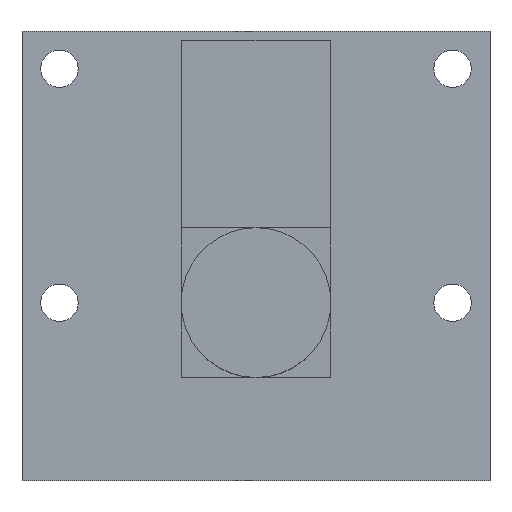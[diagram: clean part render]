
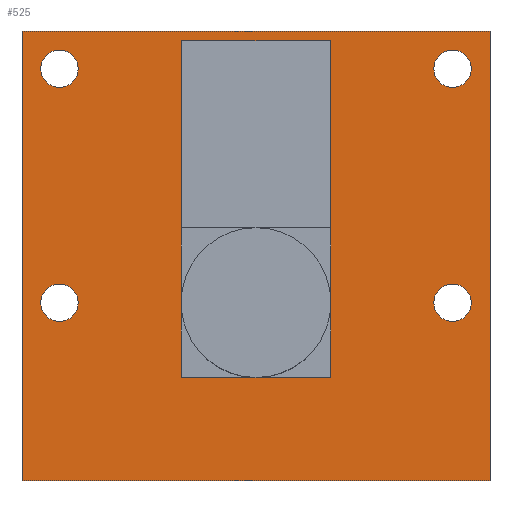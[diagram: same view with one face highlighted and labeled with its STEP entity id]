
A CAD part, top view. The second image highlights one B-rep face of the part: STEP entity #525.
In plain terms, the highlighted planar face has unit normal (0, 0, 1).
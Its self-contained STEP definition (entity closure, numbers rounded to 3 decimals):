
#2=DIRECTION('',(0.,-1.,0.));
#3=VECTOR('',#2,24.);
#4=CARTESIAN_POINT('',(-12.5,12.,0.));
#5=LINE('',#4,#3);
#6=DIRECTION('',(-1.,0.,0.));
#7=VECTOR('',#6,25.);
#8=CARTESIAN_POINT('',(12.5,12.,0.));
#9=LINE('',#8,#7);
#10=DIRECTION('',(0.,1.,0.));
#11=VECTOR('',#10,24.);
#12=CARTESIAN_POINT('',(12.5,-12.,0.));
#13=LINE('',#12,#11);
#14=DIRECTION('',(1.,0.,0.));
#15=VECTOR('',#14,25.);
#16=CARTESIAN_POINT('',(-12.5,-12.,0.));
#17=LINE('',#16,#15);
#18=CARTESIAN_POINT('',(10.5,10.,0.));
#19=DIRECTION('',(0.,0.,-1.));
#20=DIRECTION('',(-1.,0.,0.));
#21=AXIS2_PLACEMENT_3D('',#18,#19,#20);
#23=CARTESIAN_POINT('',(10.5,10.,0.));
#24=DIRECTION('',(0.,0.,-1.));
#25=DIRECTION('',(1.,0.,0.));
#26=AXIS2_PLACEMENT_3D('',#23,#24,#25);
#28=CARTESIAN_POINT('',(10.5,-2.5,0.));
#29=DIRECTION('',(0.,0.,-1.));
#30=DIRECTION('',(-1.,0.,0.));
#31=AXIS2_PLACEMENT_3D('',#28,#29,#30);
#33=CARTESIAN_POINT('',(10.5,-2.5,0.));
#34=DIRECTION('',(0.,0.,-1.));
#35=DIRECTION('',(1.,0.,0.));
#36=AXIS2_PLACEMENT_3D('',#33,#34,#35);
#38=CARTESIAN_POINT('',(-10.5,10.,0.));
#39=DIRECTION('',(0.,0.,-1.));
#40=DIRECTION('',(-1.,0.,0.));
#41=AXIS2_PLACEMENT_3D('',#38,#39,#40);
#43=CARTESIAN_POINT('',(-10.5,10.,0.));
#44=DIRECTION('',(0.,0.,-1.));
#45=DIRECTION('',(1.,0.,0.));
#46=AXIS2_PLACEMENT_3D('',#43,#44,#45);
#48=CARTESIAN_POINT('',(-10.5,-2.5,0.));
#49=DIRECTION('',(0.,0.,-1.));
#50=DIRECTION('',(-1.,0.,0.));
#51=AXIS2_PLACEMENT_3D('',#48,#49,#50);
#53=CARTESIAN_POINT('',(-10.5,-2.5,0.));
#54=DIRECTION('',(0.,0.,-1.));
#55=DIRECTION('',(1.,0.,0.));
#56=AXIS2_PLACEMENT_3D('',#53,#54,#55);
#58=DIRECTION('',(0.,-1.,0.));
#59=VECTOR('',#58,10.);
#60=CARTESIAN_POINT('',(-3.955,11.5,0.));
#61=LINE('',#60,#59);
#62=DIRECTION('',(-1.,0.,0.));
#63=VECTOR('',#62,0.045);
#64=CARTESIAN_POINT('',(-3.955,1.5,0.));
#65=LINE('',#64,#63);
#66=DIRECTION('',(0.,-1.,0.));
#67=VECTOR('',#66,8.);
#68=CARTESIAN_POINT('',(-4.,1.5,0.));
#69=LINE('',#68,#67);
#70=DIRECTION('',(1.,0.,0.));
#71=VECTOR('',#70,8.);
#72=CARTESIAN_POINT('',(-4.,-6.5,0.));
#73=LINE('',#72,#71);
#74=DIRECTION('',(0.,1.,0.));
#75=VECTOR('',#74,8.);
#76=CARTESIAN_POINT('',(4.,-6.5,0.));
#77=LINE('',#76,#75);
#78=DIRECTION('',(-1.,0.,0.));
#79=VECTOR('',#78,0.045);
#80=CARTESIAN_POINT('',(4.,1.5,0.));
#81=LINE('',#80,#79);
#82=DIRECTION('',(0.,1.,0.));
#83=VECTOR('',#82,10.);
#84=CARTESIAN_POINT('',(3.955,1.5,0.));
#85=LINE('',#84,#83);
#86=DIRECTION('',(-1.,0.,0.));
#87=VECTOR('',#86,7.911);
#88=CARTESIAN_POINT('',(3.955,11.5,0.));
#89=LINE('',#88,#87);
#360=CARTESIAN_POINT('',(-12.5,12.,0.));
#361=CARTESIAN_POINT('',(-12.5,-12.,0.));
#362=VERTEX_POINT('',#360);
#363=VERTEX_POINT('',#361);
#364=CARTESIAN_POINT('',(12.5,-12.,0.));
#365=VERTEX_POINT('',#364);
#366=CARTESIAN_POINT('',(12.5,12.,0.));
#367=VERTEX_POINT('',#366);
#376=CARTESIAN_POINT('',(9.5,10.,0.));
#377=CARTESIAN_POINT('',(11.5,10.,0.));
#378=VERTEX_POINT('',#376);
#379=VERTEX_POINT('',#377);
#384=CARTESIAN_POINT('',(9.5,-2.5,0.));
#385=CARTESIAN_POINT('',(11.5,-2.5,0.));
#386=VERTEX_POINT('',#384);
#387=VERTEX_POINT('',#385);
#392=CARTESIAN_POINT('',(-11.5,10.,0.));
#393=CARTESIAN_POINT('',(-9.5,10.,0.));
#394=VERTEX_POINT('',#392);
#395=VERTEX_POINT('',#393);
#400=CARTESIAN_POINT('',(-11.5,-2.5,0.));
#401=CARTESIAN_POINT('',(-9.5,-2.5,0.));
#402=VERTEX_POINT('',#400);
#403=VERTEX_POINT('',#401);
#408=CARTESIAN_POINT('',(-4.,1.5,0.));
#409=CARTESIAN_POINT('',(-4.,-6.5,0.));
#410=VERTEX_POINT('',#408);
#411=VERTEX_POINT('',#409);
#412=CARTESIAN_POINT('',(4.,-6.5,0.));
#413=VERTEX_POINT('',#412);
#414=CARTESIAN_POINT('',(4.,1.5,0.));
#415=VERTEX_POINT('',#414);
#440=CARTESIAN_POINT('',(-3.955,11.5,0.));
#441=CARTESIAN_POINT('',(-3.955,1.5,0.));
#442=VERTEX_POINT('',#440);
#443=VERTEX_POINT('',#441);
#444=CARTESIAN_POINT('',(3.955,1.5,0.));
#445=CARTESIAN_POINT('',(3.955,11.5,0.));
#446=VERTEX_POINT('',#444);
#447=VERTEX_POINT('',#445);
#468=CARTESIAN_POINT('',(0.,0.,0.));
#469=DIRECTION('',(0.,0.,1.));
#470=DIRECTION('',(1.,0.,0.));
#471=AXIS2_PLACEMENT_3D('',#468,#469,#470);
#472=PLANE('',#471);
#474=ORIENTED_EDGE('',*,*,#473,.F.);
#476=ORIENTED_EDGE('',*,*,#475,.F.);
#478=ORIENTED_EDGE('',*,*,#477,.F.);
#480=ORIENTED_EDGE('',*,*,#479,.F.);
#481=EDGE_LOOP('',(#474,#476,#478,#480));
#482=FACE_OUTER_BOUND('',#481,.F.);
#484=ORIENTED_EDGE('',*,*,#483,.F.);
#486=ORIENTED_EDGE('',*,*,#485,.F.);
#487=EDGE_LOOP('',(#484,#486));
#488=FACE_BOUND('',#487,.F.);
#490=ORIENTED_EDGE('',*,*,#489,.F.);
#492=ORIENTED_EDGE('',*,*,#491,.F.);
#493=EDGE_LOOP('',(#490,#492));
#494=FACE_BOUND('',#493,.F.);
#496=ORIENTED_EDGE('',*,*,#495,.F.);
#498=ORIENTED_EDGE('',*,*,#497,.F.);
#499=EDGE_LOOP('',(#496,#498));
#500=FACE_BOUND('',#499,.F.);
#502=ORIENTED_EDGE('',*,*,#501,.F.);
#504=ORIENTED_EDGE('',*,*,#503,.F.);
#505=EDGE_LOOP('',(#502,#504));
#506=FACE_BOUND('',#505,.F.);
#508=ORIENTED_EDGE('',*,*,#507,.T.);
#510=ORIENTED_EDGE('',*,*,#509,.T.);
#512=ORIENTED_EDGE('',*,*,#511,.T.);
#514=ORIENTED_EDGE('',*,*,#513,.T.);
#516=ORIENTED_EDGE('',*,*,#515,.T.);
#518=ORIENTED_EDGE('',*,*,#517,.T.);
#520=ORIENTED_EDGE('',*,*,#519,.T.);
#522=ORIENTED_EDGE('',*,*,#521,.T.);
#523=EDGE_LOOP('',(#508,#510,#512,#514,#516,#518,#520,#522));
#524=FACE_BOUND('',#523,.F.);
#525=ADVANCED_FACE('',(#482,#488,#494,#500,#506,#524),#472,.T.);
#22=CIRCLE('',#21,1.);
#27=CIRCLE('',#26,1.);
#32=CIRCLE('',#31,1.);
#37=CIRCLE('',#36,1.);
#42=CIRCLE('',#41,1.);
#47=CIRCLE('',#46,1.);
#52=CIRCLE('',#51,1.);
#57=CIRCLE('',#56,1.);
#473=EDGE_CURVE('',#362,#363,#5,.T.);
#475=EDGE_CURVE('',#367,#362,#9,.T.);
#477=EDGE_CURVE('',#365,#367,#13,.T.);
#479=EDGE_CURVE('',#363,#365,#17,.T.);
#483=EDGE_CURVE('',#378,#379,#22,.T.);
#485=EDGE_CURVE('',#379,#378,#27,.T.);
#489=EDGE_CURVE('',#386,#387,#32,.T.);
#491=EDGE_CURVE('',#387,#386,#37,.T.);
#495=EDGE_CURVE('',#394,#395,#42,.T.);
#497=EDGE_CURVE('',#395,#394,#47,.T.);
#501=EDGE_CURVE('',#402,#403,#52,.T.);
#503=EDGE_CURVE('',#403,#402,#57,.T.);
#507=EDGE_CURVE('',#442,#443,#61,.T.);
#509=EDGE_CURVE('',#443,#410,#65,.T.);
#511=EDGE_CURVE('',#410,#411,#69,.T.);
#513=EDGE_CURVE('',#411,#413,#73,.T.);
#515=EDGE_CURVE('',#413,#415,#77,.T.);
#517=EDGE_CURVE('',#415,#446,#81,.T.);
#519=EDGE_CURVE('',#446,#447,#85,.T.);
#521=EDGE_CURVE('',#447,#442,#89,.T.);
